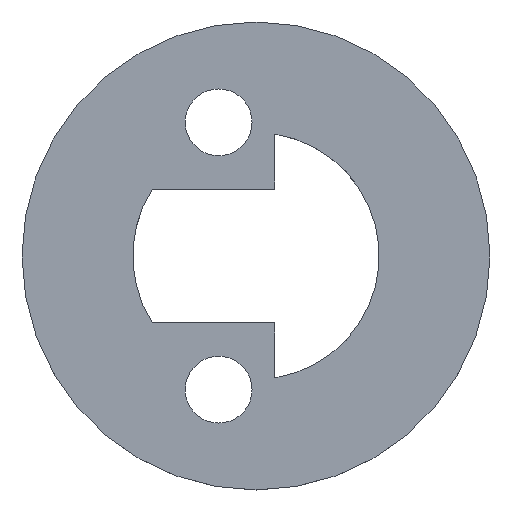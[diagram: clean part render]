
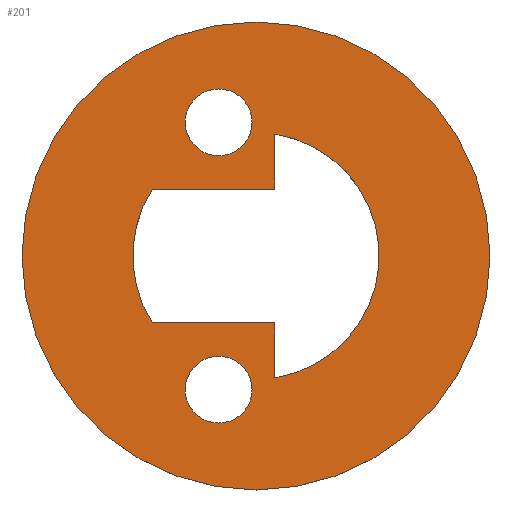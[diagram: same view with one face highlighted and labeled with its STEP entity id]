
A CAD part, top view. The second image highlights one B-rep face of the part: STEP entity #201.
In plain terms, the highlighted planar face has unit normal (0, 0, 1).
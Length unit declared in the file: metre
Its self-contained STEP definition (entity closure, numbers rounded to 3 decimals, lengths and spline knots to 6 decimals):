
#17=PLANE('',#235);
#20=LINE('',#305,#34);
#23=LINE('',#311,#37);
#27=LINE('',#323,#41);
#30=LINE('',#329,#44);
#34=VECTOR('',#248,1.);
#37=VECTOR('',#253,1.);
#41=VECTOR('',#265,1.);
#44=VECTOR('',#270,1.);
#85=ORIENTED_EDGE('',*,*,#115,.F.);
#86=ORIENTED_EDGE('',*,*,#113,.T.);
#87=ORIENTED_EDGE('',*,*,#94,.T.);
#88=ORIENTED_EDGE('',*,*,#110,.T.);
#89=ORIENTED_EDGE('',*,*,#107,.T.);
#90=ORIENTED_EDGE('',*,*,#104,.T.);
#91=ORIENTED_EDGE('',*,*,#101,.F.);
#92=ORIENTED_EDGE('',*,*,#98,.F.);
#93=ORIENTED_EDGE('',*,*,#117,.F.);
#94=EDGE_CURVE('',#118,#119,#136,.T.);
#98=EDGE_CURVE('',#118,#122,#20,.T.);
#101=EDGE_CURVE('',#122,#124,#23,.T.);
#104=EDGE_CURVE('',#126,#124,#138,.T.);
#107=EDGE_CURVE('',#128,#126,#27,.T.);
#110=EDGE_CURVE('',#119,#128,#30,.T.);
#113=EDGE_CURVE('',#131,#131,#141,.T.);
#115=EDGE_CURVE('',#133,#133,#143,.T.);
#117=EDGE_CURVE('',#135,#135,#145,.F.);
#118=VERTEX_POINT('',#297);
#119=VERTEX_POINT('',#298);
#122=VERTEX_POINT('',#306);
#124=VERTEX_POINT('',#312);
#126=VERTEX_POINT('',#318);
#128=VERTEX_POINT('',#324);
#131=VERTEX_POINT('',#335);
#133=VERTEX_POINT('',#340);
#135=VERTEX_POINT('',#345);
#136=CIRCLE('',#216,0.007375);
#138=CIRCLE('',#221,0.007375);
#141=CIRCLE('',#227,0.002);
#143=CIRCLE('',#230,0.014);
#145=CIRCLE('',#233,0.002);
#162=EDGE_LOOP('',(#85));
#163=EDGE_LOOP('',(#86));
#164=EDGE_LOOP('',(#87,#88,#89,#90,#91,#92));
#165=EDGE_LOOP('',(#93));
#182=FACE_BOUND('',#162,.T.);
#183=FACE_BOUND('',#163,.T.);
#184=FACE_BOUND('',#164,.T.);
#185=FACE_BOUND('',#165,.T.);
#201=ADVANCED_FACE('',(#182,#183,#184,#185),#17,.F.);
#216=AXIS2_PLACEMENT_3D('',#296,#240,#241);
#221=AXIS2_PLACEMENT_3D('',#317,#258,#259);
#227=AXIS2_PLACEMENT_3D('',#334,#276,#277);
#230=AXIS2_PLACEMENT_3D('',#339,#282,#283);
#233=AXIS2_PLACEMENT_3D('',#344,#288,#289);
#235=AXIS2_PLACEMENT_3D('',#347,#292,#293);
#240=DIRECTION('',(0.,0.,-1.));
#241=DIRECTION('',(-1.,0.,0.));
#248=DIRECTION('',(0.,-1.,0.));
#253=DIRECTION('',(-1.,0.,0.));
#258=DIRECTION('',(0.,0.,-1.));
#259=DIRECTION('',(-1.,0.,0.));
#265=DIRECTION('',(-1.,0.,0.));
#270=DIRECTION('',(0.,1.,0.));
#276=DIRECTION('',(0.,0.,-1.));
#277=DIRECTION('',(-1.,0.,0.));
#282=DIRECTION('',(0.,0.,-1.));
#283=DIRECTION('',(-1.,0.,0.));
#288=DIRECTION('',(0.,0.,-1.));
#289=DIRECTION('',(-1.,0.,0.));
#292=DIRECTION('',(0.,0.,-1.));
#293=DIRECTION('',(1.,0.,0.));
#296=CARTESIAN_POINT('',(0.,0.,0.));
#297=CARTESIAN_POINT('',(0.001125,0.007289,0.));
#298=CARTESIAN_POINT('',(0.001125,-0.007289,0.));
#305=CARTESIAN_POINT('',(0.001125,0.005644,0.));
#306=CARTESIAN_POINT('',(0.001125,0.004,0.));
#311=CARTESIAN_POINT('',(-0.002536,0.004,0.));
#312=CARTESIAN_POINT('',(-0.006196,0.004,0.));
#317=CARTESIAN_POINT('',(0.,0.,0.));
#318=CARTESIAN_POINT('',(-0.006196,-0.004,0.));
#323=CARTESIAN_POINT('',(-0.002536,-0.004,0.));
#324=CARTESIAN_POINT('',(0.001125,-0.004,0.));
#329=CARTESIAN_POINT('',(0.001125,-0.005644,0.));
#334=CARTESIAN_POINT('',(-0.002238,-0.007996,0.));
#335=CARTESIAN_POINT('',(-0.004238,-0.007996,0.));
#339=CARTESIAN_POINT('',(0.,0.,0.));
#340=CARTESIAN_POINT('',(-0.014,0.,0.));
#344=CARTESIAN_POINT('',(-0.002238,0.007996,0.));
#345=CARTESIAN_POINT('',(-0.004238,0.007996,0.));
#347=CARTESIAN_POINT('',(0.,0.,0.));
